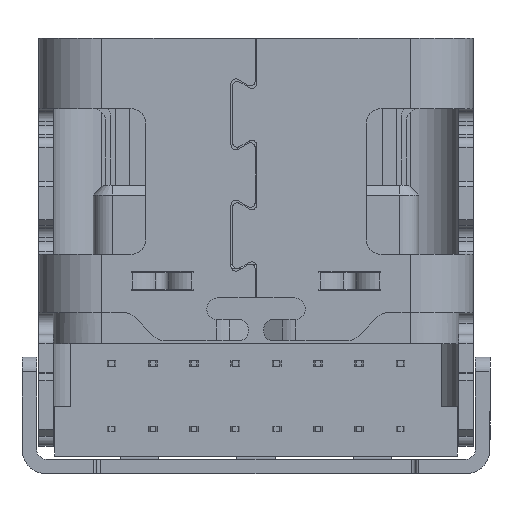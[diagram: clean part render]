
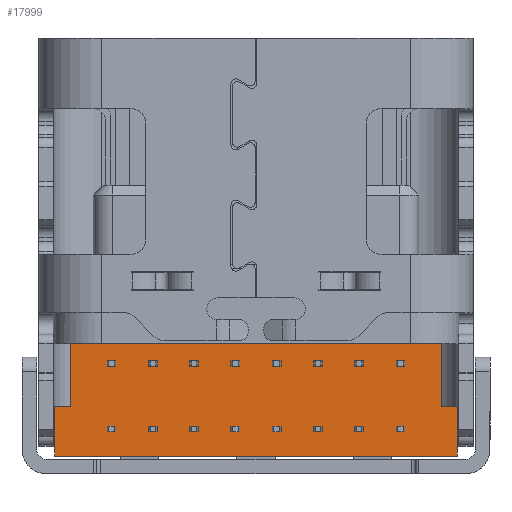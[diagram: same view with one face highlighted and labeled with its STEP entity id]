
A CAD part, front view. The second image highlights one B-rep face of the part: STEP entity #17999.
In plain terms, the highlighted planar face has unit normal (0, -1, 0).
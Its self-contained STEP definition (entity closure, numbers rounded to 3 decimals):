
#81 = CARTESIAN_POINT ( 'NONE',  ( 0., 0.1, 0. ) ) ;
#130 = DIRECTION ( 'NONE',  ( -1., 0., 0. ) ) ;
#381 = ORIENTED_EDGE ( 'NONE', *, *, #22032, .T. ) ;
#696 = CARTESIAN_POINT ( 'NONE',  ( -4.15, 0.1, 0. ) ) ;
#721 = VERTEX_POINT ( 'NONE', #17537 ) ;
#962 = VECTOR ( 'NONE', #21753, 1000. ) ;
#1109 = DIRECTION ( 'NONE',  ( 1., 0., 0. ) ) ;
#1206 = VECTOR ( 'NONE', #7980, 1000. ) ;
#1222 = CARTESIAN_POINT ( 'NONE',  ( 0., 0.1, -7.59 ) ) ;
#1384 = EDGE_CURVE ( 'NONE', #19321, #13001, #13499, .T. ) ;
#1671 = DIRECTION ( 'NONE',  ( 0., 1., 0. ) ) ;
#1787 = CARTESIAN_POINT ( 'NONE',  ( -3.825, 0.1, -6.29 ) ) ;
#1850 = VERTEX_POINT ( 'NONE', #2925 ) ;
#2051 = LINE ( 'NONE', #696, #21225 ) ;
#2694 = VERTEX_POINT ( 'NONE', #6741 ) ;
#2740 = CARTESIAN_POINT ( 'NONE',  ( 3.825, 0.1, 0. ) ) ;
#2925 = CARTESIAN_POINT ( 'NONE',  ( 4.15, 0.1, -7.59 ) ) ;
#3418 = CARTESIAN_POINT ( 'NONE',  ( 0., 0.1, -8.605 ) ) ;
#3522 = CARTESIAN_POINT ( 'NONE',  ( 0., 0.1, -6.29 ) ) ;
#3962 = DIRECTION ( 'NONE',  ( 1., 0., 0. ) ) ;
#4225 = VECTOR ( 'NONE', #3962, 1000. ) ;
#4356 = ORIENTED_EDGE ( 'NONE', *, *, #8701, .F. ) ;
#4681 = EDGE_LOOP ( 'NONE', ( #381, #18218, #14273, #19216, #4356, #14353, #18878, #9894 ) ) ;
#5471 = VECTOR ( 'NONE', #17241, 1000. ) ;
#5477 = VERTEX_POINT ( 'NONE', #16160 ) ;
#5544 = CARTESIAN_POINT ( 'NONE',  ( 0., 0.1, -7.59 ) ) ;
#5638 = PLANE ( 'NONE',  #19068 ) ;
#6660 = VECTOR ( 'NONE', #1109, 1000. ) ;
#6741 = CARTESIAN_POINT ( 'NONE',  ( -3.825, 0.1, -7.59 ) ) ;
#7161 = DIRECTION ( 'NONE',  ( 0., 0., 1. ) ) ;
#7919 = VERTEX_POINT ( 'NONE', #12993 ) ;
#7950 = LINE ( 'NONE', #14851, #962 ) ;
#7980 = DIRECTION ( 'NONE',  ( 0., 0., -1. ) ) ;
#8358 = CARTESIAN_POINT ( 'NONE',  ( -4.15, 0.1, -8.605 ) ) ;
#8701 = EDGE_CURVE ( 'NONE', #12637, #5477, #2051, .T. ) ;
#8911 = EDGE_CURVE ( 'NONE', #2694, #19321, #7950, .T. ) ;
#9779 = EDGE_CURVE ( 'NONE', #7919, #12637, #13849, .T. ) ;
#9894 = ORIENTED_EDGE ( 'NONE', *, *, #17519, .F. ) ;
#10426 = EDGE_CURVE ( 'NONE', #5477, #2694, #14603, .T. ) ;
#11345 = LINE ( 'NONE', #2740, #12839 ) ;
#11707 = CARTESIAN_POINT ( 'NONE',  ( 4.15, 0.1, 0. ) ) ;
#12336 = LINE ( 'NONE', #5544, #4225 ) ;
#12428 = FACE_OUTER_BOUND ( 'NONE', #4681, .T. ) ;
#12637 = VERTEX_POINT ( 'NONE', #8358 ) ;
#12839 = VECTOR ( 'NONE', #13167, 1000. ) ;
#12993 = CARTESIAN_POINT ( 'NONE',  ( 4.15, 0.1, -8.605 ) ) ;
#13001 = VERTEX_POINT ( 'NONE', #22354 ) ;
#13167 = DIRECTION ( 'NONE',  ( 0., 0., 1. ) ) ;
#13499 = LINE ( 'NONE', #3522, #5471 ) ;
#13849 = LINE ( 'NONE', #3418, #16416 ) ;
#14273 = ORIENTED_EDGE ( 'NONE', *, *, #8911, .F. ) ;
#14353 = ORIENTED_EDGE ( 'NONE', *, *, #9779, .F. ) ;
#14603 = LINE ( 'NONE', #1222, #6660 ) ;
#14851 = CARTESIAN_POINT ( 'NONE',  ( -3.825, 0.1, 0. ) ) ;
#16160 = CARTESIAN_POINT ( 'NONE',  ( -4.15, 0.1, -7.59 ) ) ;
#16416 = VECTOR ( 'NONE', #130, 1000. ) ;
#16696 = LINE ( 'NONE', #11707, #1206 ) ;
#17241 = DIRECTION ( 'NONE',  ( 1., 0., 0. ) ) ;
#17519 = EDGE_CURVE ( 'NONE', #721, #1850, #12336, .T. ) ;
#17537 = CARTESIAN_POINT ( 'NONE',  ( 3.825, 0.1, -7.59 ) ) ;
#17999 = ADVANCED_FACE ( 'NONE', ( #12428 ), #5638, .F. ) ;
#18218 = ORIENTED_EDGE ( 'NONE', *, *, #1384, .F. ) ;
#18878 = ORIENTED_EDGE ( 'NONE', *, *, #21620, .F. ) ;
#19068 = AXIS2_PLACEMENT_3D ( 'NONE', #81, #1671, #19354 ) ;
#19216 = ORIENTED_EDGE ( 'NONE', *, *, #10426, .F. ) ;
#19321 = VERTEX_POINT ( 'NONE', #1787 ) ;
#19354 = DIRECTION ( 'NONE',  ( 0., 0., 1. ) ) ;
#21225 = VECTOR ( 'NONE', #7161, 1000. ) ;
#21620 = EDGE_CURVE ( 'NONE', #1850, #7919, #16696, .T. ) ;
#21753 = DIRECTION ( 'NONE',  ( 0., 0., 1. ) ) ;
#22032 = EDGE_CURVE ( 'NONE', #721, #13001, #11345, .T. ) ;
#22354 = CARTESIAN_POINT ( 'NONE',  ( 3.825, 0.1, -6.29 ) ) ;
